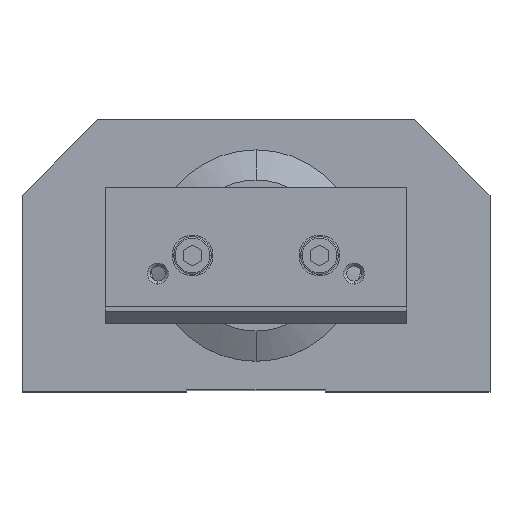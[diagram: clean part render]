
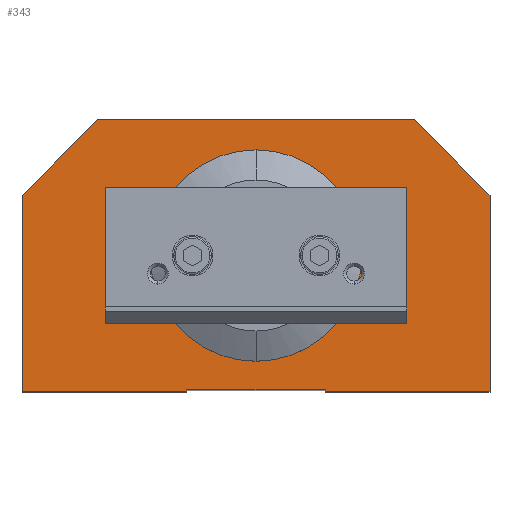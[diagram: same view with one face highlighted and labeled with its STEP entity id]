
A CAD part, top view. The second image highlights one B-rep face of the part: STEP entity #343.
In plain terms, the highlighted planar face has unit normal (0, 0, 1).
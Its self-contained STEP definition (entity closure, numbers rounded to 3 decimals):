
#343=ADVANCED_FACE('',(#768,#769),#770,.T.);
#768=FACE_BOUND('',#1286,.T.);
#769=FACE_OUTER_BOUND('',#1287,.T.);
#770=PLANE('',#1288);
#1286=EDGE_LOOP('',(#2230,#2231));
#1287=EDGE_LOOP('',(#2232,#2233,#2234,#2235,#2236,#2237,#2238,#2239,#2240,#2241));
#1288=AXIS2_PLACEMENT_3D('',#2242,#2243,#2244);
#2230=ORIENTED_EDGE('',*,*,#3216,.T.);
#2231=ORIENTED_EDGE('',*,*,#2969,.T.);
#2232=ORIENTED_EDGE('',*,*,#3159,.F.);
#2233=ORIENTED_EDGE('',*,*,#3242,.F.);
#2234=ORIENTED_EDGE('',*,*,#3238,.F.);
#2235=ORIENTED_EDGE('',*,*,#3234,.F.);
#2236=ORIENTED_EDGE('',*,*,#3230,.F.);
#2237=ORIENTED_EDGE('',*,*,#3226,.F.);
#2238=ORIENTED_EDGE('',*,*,#3222,.F.);
#2239=ORIENTED_EDGE('',*,*,#3218,.F.);
#2240=ORIENTED_EDGE('',*,*,#3213,.F.);
#2241=ORIENTED_EDGE('',*,*,#3141,.F.);
#2242=CARTESIAN_POINT('',(0.,-3.462,155.0));
#2243=DIRECTION('',(0.0,0.0,1.0));
#2244=DIRECTION('',(1.0,0.0,0.0));
#2969=EDGE_CURVE('',#3521,#3518,#3522,.T.);
#3141=EDGE_CURVE('',#3783,#3785,#3786,.T.);
#3159=EDGE_CURVE('',#3814,#3783,#3816,.T.);
#3213=EDGE_CURVE('',#3785,#3881,#3882,.T.);
#3216=EDGE_CURVE('',#3518,#3521,#3885,.T.);
#3218=EDGE_CURVE('',#3881,#3887,#3888,.T.);
#3222=EDGE_CURVE('',#3887,#3893,#3894,.T.);
#3226=EDGE_CURVE('',#3893,#3899,#3900,.T.);
#3230=EDGE_CURVE('',#3899,#3905,#3906,.T.);
#3234=EDGE_CURVE('',#3905,#3911,#3912,.T.);
#3238=EDGE_CURVE('',#3911,#3917,#3918,.T.);
#3242=EDGE_CURVE('',#3917,#3814,#3923,.T.);
#3518=VERTEX_POINT('',#4321);
#3521=VERTEX_POINT('',#4325);
#3522=CIRCLE('',#4326,32.5);
#3783=VERTEX_POINT('',#4654);
#3785=VERTEX_POINT('',#4657);
#3786=LINE('',#4658,#4659);
#3814=VERTEX_POINT('',#4699);
#3816=LINE('',#4702,#4703);
#3881=VERTEX_POINT('',#4792);
#3882=LINE('',#4793,#4794);
#3885=CIRCLE('',#4798,32.5);
#3887=VERTEX_POINT('',#4800);
#3888=LINE('',#4801,#4802);
#3893=VERTEX_POINT('',#4809);
#3894=LINE('',#4810,#4811);
#3899=VERTEX_POINT('',#4818);
#3900=LINE('',#4819,#4820);
#3905=VERTEX_POINT('',#4827);
#3906=LINE('',#4828,#4829);
#3911=VERTEX_POINT('',#4836);
#3912=LINE('',#4837,#4838);
#3917=VERTEX_POINT('',#4845);
#3918=LINE('',#4846,#4847);
#3923=LINE('',#4854,#4855);
#4321=CARTESIAN_POINT('',(32.5,0.0,155.0));
#4325=CARTESIAN_POINT('',(-32.5,0.,155.0));
#4326=AXIS2_PLACEMENT_3D('',#5353,#5354,#5355);
#4654=CARTESIAN_POINT('',(-52.5,45.0,155.0));
#4657=CARTESIAN_POINT('',(52.5,45.0,155.0));
#4658=CARTESIAN_POINT('',(-52.5,45.0,155.0));
#4659=VECTOR('',#5595,1.0);
#4699=CARTESIAN_POINT('',(-77.5,20.0,155.0));
#4702=CARTESIAN_POINT('',(-77.5,20.0,155.0));
#4703=VECTOR('',#5618,1.0);
#4792=CARTESIAN_POINT('',(77.5,20.0,155.0));
#4793=CARTESIAN_POINT('',(77.5,20.0,155.0));
#4794=VECTOR('',#5670,1.0);
#4798=AXIS2_PLACEMENT_3D('',#5672,#5673,#5674);
#4800=CARTESIAN_POINT('',(77.5,-45.0,155.0));
#4801=CARTESIAN_POINT('',(77.5,20.0,155.0));
#4802=VECTOR('',#5675,1.0);
#4809=CARTESIAN_POINT('',(23.0,-45.0,155.0));
#4810=CARTESIAN_POINT('',(77.5,-45.0,155.0));
#4811=VECTOR('',#5678,1.0);
#4818=CARTESIAN_POINT('',(23.0,-44.5,155.0));
#4819=CARTESIAN_POINT('',(23.0,-45.0,155.0));
#4820=VECTOR('',#5681,1.0);
#4827=CARTESIAN_POINT('',(-23.0,-44.5,155.0));
#4828=CARTESIAN_POINT('',(-23.0,-44.5,155.0));
#4829=VECTOR('',#5684,1.0);
#4836=CARTESIAN_POINT('',(-23.0,-45.0,155.0));
#4837=CARTESIAN_POINT('',(-23.0,-45.0,155.0));
#4838=VECTOR('',#5687,1.0);
#4845=CARTESIAN_POINT('',(-77.5,-45.0,155.0));
#4846=CARTESIAN_POINT('',(-77.5,-45.0,155.0));
#4847=VECTOR('',#5690,1.0);
#4854=CARTESIAN_POINT('',(-77.5,-45.0,155.0));
#4855=VECTOR('',#5693,1.0);
#5353=CARTESIAN_POINT('',(0.0,0.0,155.0));
#5354=DIRECTION('',(0.0,0.0,-1.0));
#5355=DIRECTION('',(1.0,0.0,0.0));
#5595=DIRECTION('',(1.0,0.,0.0));
#5618=DIRECTION('',(0.707,0.707,0.0));
#5670=DIRECTION('',(0.707,-0.707,0.0));
#5672=CARTESIAN_POINT('',(0.0,0.0,155.0));
#5673=DIRECTION('',(0.0,0.0,-1.0));
#5674=DIRECTION('',(1.0,0.0,0.0));
#5675=DIRECTION('',(0.0,-1.0,0.0));
#5678=DIRECTION('',(-1.0,0.0,0.0));
#5681=DIRECTION('',(0.0,1.0,0.0));
#5684=DIRECTION('',(-1.0,-0.0,-0.0));
#5687=DIRECTION('',(-0.0,-1.0,-0.0));
#5690=DIRECTION('',(-1.0,-0.0,-0.0));
#5693=DIRECTION('',(0.0,1.0,0.0));
